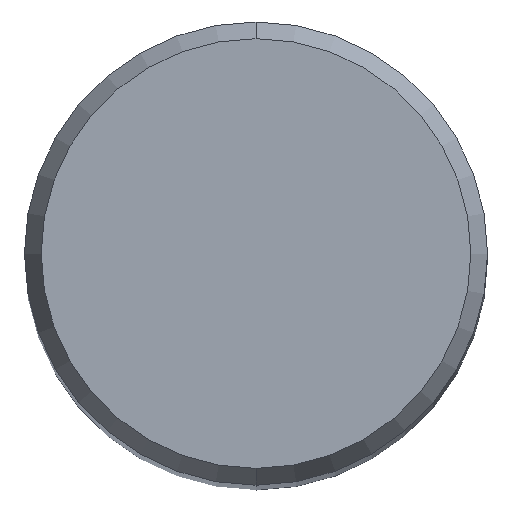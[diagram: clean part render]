
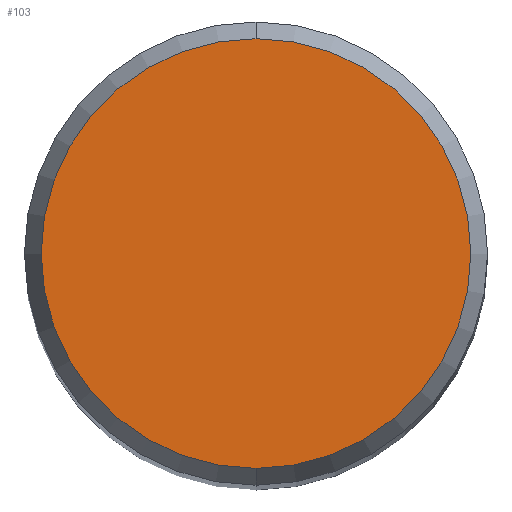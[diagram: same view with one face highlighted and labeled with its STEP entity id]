
A CAD part, top view. The second image highlights one B-rep face of the part: STEP entity #103.
In plain terms, the highlighted planar face has unit normal (0, 0, 1).
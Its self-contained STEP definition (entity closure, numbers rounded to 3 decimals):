
#103=ADVANCED_FACE('',(#237),#238,.T.);
#121=EDGE_CURVE('',#175,#181,#260,.T.);
#175=VERTEX_POINT('',#321);
#181=VERTEX_POINT('',#327);
#183=EDGE_CURVE('',#181,#175,#329,.T.);
#237=FACE_OUTER_BOUND('',#378,.T.);
#238=PLANE('',#379);
#260=CIRCLE('',#407,5.892);
#321=CARTESIAN_POINT('',(0.0,5.892,0.0));
#327=CARTESIAN_POINT('',(0.,-5.892,0.0));
#329=CIRCLE('',#494,5.892);
#378=EDGE_LOOP('',(#546,#547));
#379=AXIS2_PLACEMENT_3D('',#548,#549,#550);
#407=AXIS2_PLACEMENT_3D('',#585,#586,#587);
#494=AXIS2_PLACEMENT_3D('',#668,#669,#670);
#546=ORIENTED_EDGE('',*,*,#121,.F.);
#547=ORIENTED_EDGE('',*,*,#183,.F.);
#548=CARTESIAN_POINT('',(0.0,2.946,0.0));
#549=DIRECTION('',(-0.0,0.0,1.0));
#550=DIRECTION('',(0.0,-1.0,0.0));
#585=CARTESIAN_POINT('',(0.0,0.0,0.0));
#586=DIRECTION('',(0.0,0.0,-1.0));
#587=DIRECTION('',(0.0,1.0,0.0));
#668=CARTESIAN_POINT('',(0.0,0.0,0.0));
#669=DIRECTION('',(0.0,0.0,-1.0));
#670=DIRECTION('',(0.0,1.0,0.0));
